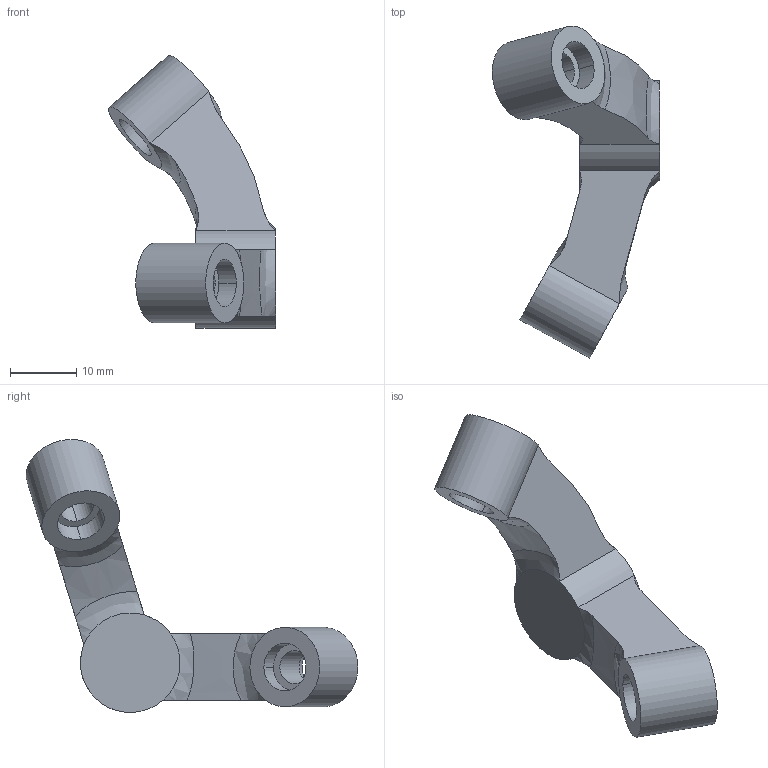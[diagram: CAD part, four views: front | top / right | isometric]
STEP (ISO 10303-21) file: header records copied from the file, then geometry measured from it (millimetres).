
FILE_DESCRIPTION (( 'STEP AP203' ), '1' );
FILE_NAME ('link.STEP', '2022-08-30T10:25:34', ( '' ), ( '' ), 'SwSTEP 2.0', 'SolidWorks 2020', '' );
FILE_SCHEMA (( 'CONFIG_CONTROL_DESIGN' ));
Length unit declared in the file: millimetre
Products named in the file (1): link
Bounding box: 25.18 x 49.98 x 41.13 mm (x, y, z)
Volume: 7376 mm3; surface area: 3575.5 mm2
Topology: 1 solids, 1 shells, 42 faces, 92 edges, 56 vertices
Faces by surface type: cylinder 16, plane 14, bspline 12
Entity records: 2167 total; most frequent: CARTESIAN_POINT 1239, ORIENTED_EDGE 184, DIRECTION 160, EDGE_CURVE 92, AXIS2_PLACEMENT_3D 71, VERTEX_POINT 56, EDGE_LOOP 50, FACE_OUTER_BOUND 42
